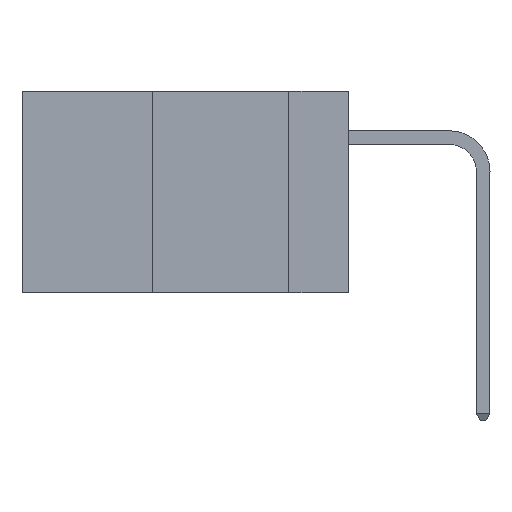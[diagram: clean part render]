
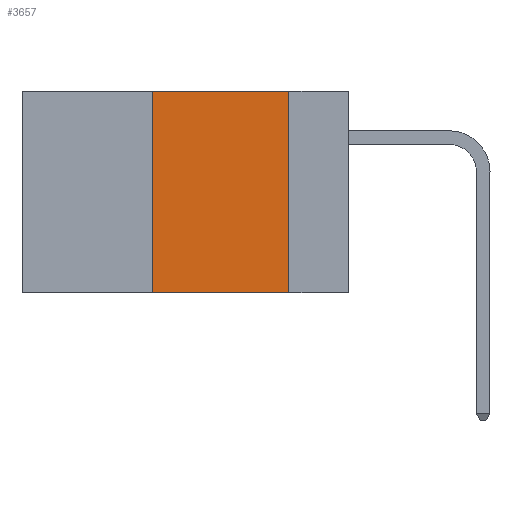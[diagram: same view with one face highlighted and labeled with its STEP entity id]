
A CAD part, left-side view. The second image highlights one B-rep face of the part: STEP entity #3657.
In plain terms, the highlighted planar face has unit normal (-1, 0, 0).
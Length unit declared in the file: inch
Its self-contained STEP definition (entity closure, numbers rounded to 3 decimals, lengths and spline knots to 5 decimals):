
#734 = AXIS2_PLACEMENT_3D ( 'NONE', #757, #7200, #799 ) ;
#757 = CARTESIAN_POINT ( 'NONE',  ( 0., 0.6, 0. ) ) ;
#799 = DIRECTION ( 'NONE',  ( 0., 0., -1. ) ) ;
#1137 = VERTEX_POINT ( 'NONE', #1735 ) ;
#1735 = CARTESIAN_POINT ( 'NONE',  ( 0., 0.11, -0.37 ) ) ;
#2195 = LINE ( 'NONE', #5007, #9905 ) ;
#3417 = LINE ( 'NONE', #6334, #5907 ) ;
#3657 = ADVANCED_FACE ( 'NONE', ( #7590 ), #8133, .F. ) ;
#3694 = EDGE_CURVE ( 'NONE', #8947, #12850, #4363, .T. ) ;
#4027 = ORIENTED_EDGE ( 'NONE', *, *, #9785, .F. ) ;
#4363 = LINE ( 'NONE', #9241, #12185 ) ;
#4666 = ORIENTED_EDGE ( 'NONE', *, *, #9941, .T. ) ;
#4855 = CARTESIAN_POINT ( 'NONE',  ( 0., 0.36, 0. ) ) ;
#5007 = CARTESIAN_POINT ( 'NONE',  ( 0., 0.6, -0.37 ) ) ;
#5862 = ORIENTED_EDGE ( 'NONE', *, *, #3694, .F. ) ;
#5907 = VECTOR ( 'NONE', #11358, 39.37008 ) ;
#5959 = DIRECTION ( 'NONE',  ( 0., 0., 1. ) ) ;
#6039 = VECTOR ( 'NONE', #5959, 39.37008 ) ;
#6110 = DIRECTION ( 'NONE',  ( 0., -1., 0. ) ) ;
#6334 = CARTESIAN_POINT ( 'NONE',  ( 0., 0.11, 0. ) ) ;
#6361 = LINE ( 'NONE', #4855, #6039 ) ;
#7200 = DIRECTION ( 'NONE',  ( 1., 0., 0. ) ) ;
#7590 = FACE_OUTER_BOUND ( 'NONE', #10943, .T. ) ;
#8133 = PLANE ( 'NONE',  #734 ) ;
#8506 = EDGE_CURVE ( 'NONE', #12850, #1137, #3417, .T. ) ;
#8791 = VERTEX_POINT ( 'NONE', #12949 ) ;
#8947 = VERTEX_POINT ( 'NONE', #13258 ) ;
#9241 = CARTESIAN_POINT ( 'NONE',  ( 0., 0.6, 0. ) ) ;
#9785 = EDGE_CURVE ( 'NONE', #8791, #8947, #6361, .T. ) ;
#9905 = VECTOR ( 'NONE', #6110, 39.37008 ) ;
#9941 = EDGE_CURVE ( 'NONE', #8791, #1137, #2195, .T. ) ;
#10062 = ORIENTED_EDGE ( 'NONE', *, *, #8506, .F. ) ;
#10248 = DIRECTION ( 'NONE',  ( 0., -1., 0. ) ) ;
#10943 = EDGE_LOOP ( 'NONE', ( #10062, #5862, #4027, #4666 ) ) ;
#11358 = DIRECTION ( 'NONE',  ( 0., 0., -1. ) ) ;
#11595 = CARTESIAN_POINT ( 'NONE',  ( 0., 0.11, 0. ) ) ;
#12185 = VECTOR ( 'NONE', #10248, 39.37008 ) ;
#12850 = VERTEX_POINT ( 'NONE', #11595 ) ;
#12949 = CARTESIAN_POINT ( 'NONE',  ( 0., 0.36, -0.37 ) ) ;
#13258 = CARTESIAN_POINT ( 'NONE',  ( 0., 0.36, 0. ) ) ;
